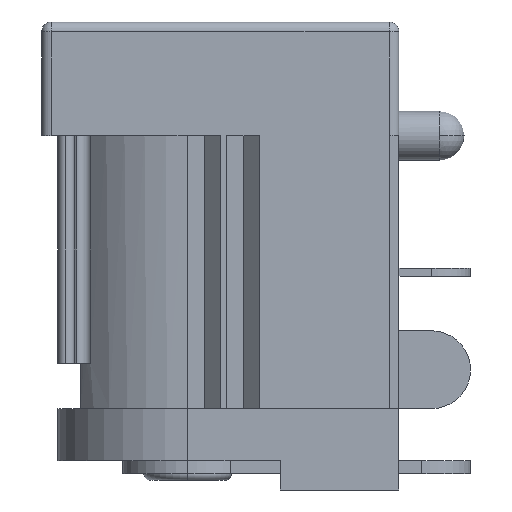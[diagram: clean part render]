
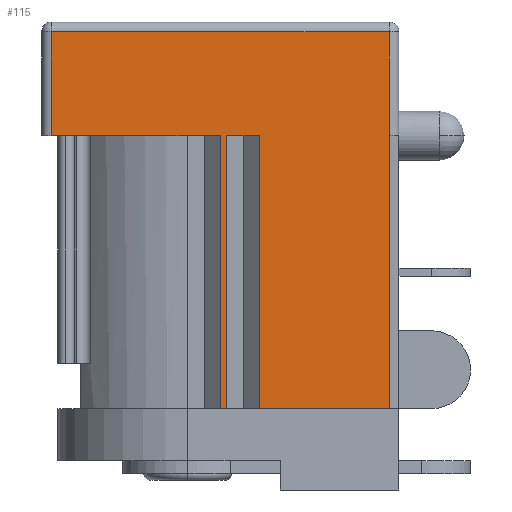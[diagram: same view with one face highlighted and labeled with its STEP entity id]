
A CAD part, left-side view. The second image highlights one B-rep face of the part: STEP entity #115.
In plain terms, the highlighted planar face has unit normal (-1, 0, 0).
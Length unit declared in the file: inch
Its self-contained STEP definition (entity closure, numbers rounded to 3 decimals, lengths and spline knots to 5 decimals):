
#41 = LINE ( 'NONE', #1393, #2086 ) ;
#53 = EDGE_CURVE ( 'NONE', #2845, #1126, #3659, .T. ) ;
#115 = ADVANCED_FACE ( 'NONE', ( #4333 ), #196, .T. ) ;
#149 = ORIENTED_EDGE ( 'NONE', *, *, #4158, .T. ) ;
#155 = CARTESIAN_POINT ( 'NONE',  ( -0.17717, 0.16929, -0.1378 ) ) ;
#171 = DIRECTION ( 'NONE',  ( 0., -1., 0. ) ) ;
#196 = PLANE ( 'NONE',  #1049 ) ;
#223 = VECTOR ( 'NONE', #533, 39.37008 ) ;
#246 = CARTESIAN_POINT ( 'NONE',  ( -0.17717, 0.42126, -0.4685 ) ) ;
#332 = EDGE_CURVE ( 'NONE', #3601, #1946, #3823, .T. ) ;
#422 = CARTESIAN_POINT ( 'NONE',  ( -0.17717, 0.20866, -0.4685 ) ) ;
#491 = VERTEX_POINT ( 'NONE', #2618 ) ;
#533 = DIRECTION ( 'NONE',  ( 0., 1., 0. ) ) ;
#737 = CARTESIAN_POINT ( 'NONE',  ( -0.17717, 0.01181, -0.01181 ) ) ;
#847 = ORIENTED_EDGE ( 'NONE', *, *, #1897, .F. ) ;
#885 = DIRECTION ( 'NONE',  ( 0., 0., -1. ) ) ;
#911 = CARTESIAN_POINT ( 'NONE',  ( -0.17717, 0.01181, -0.4685 ) ) ;
#916 = VERTEX_POINT ( 'NONE', #3989 ) ;
#953 = CARTESIAN_POINT ( 'NONE',  ( -0.17717, 0.20866, -0.1378 ) ) ;
#1049 = AXIS2_PLACEMENT_3D ( 'NONE', #1937, #1546, #2915 ) ;
#1084 = CARTESIAN_POINT ( 'NONE',  ( -0.17717, 0.21654, -0.1378 ) ) ;
#1119 = LINE ( 'NONE', #2523, #4343 ) ;
#1124 = CARTESIAN_POINT ( 'NONE',  ( -0.17717, 0.01181, -0.4685 ) ) ;
#1126 = VERTEX_POINT ( 'NONE', #422 ) ;
#1339 = ORIENTED_EDGE ( 'NONE', *, *, #1465, .T. ) ;
#1393 = CARTESIAN_POINT ( 'NONE',  ( -0.17717, 0.16929, -0.1378 ) ) ;
#1465 = EDGE_CURVE ( 'NONE', #4324, #1126, #3871, .T. ) ;
#1467 = CARTESIAN_POINT ( 'NONE',  ( -0.17717, 0.01181, -0.1378 ) ) ;
#1473 = CARTESIAN_POINT ( 'NONE',  ( -0.17717, 0.01181, -0.4685 ) ) ;
#1517 = EDGE_LOOP ( 'NONE', ( #4372, #149, #2170, #3363, #2446, #2094, #2524, #2896, #1339, #2162, #847 ) ) ;
#1536 = DIRECTION ( 'NONE',  ( 0., 1., 0. ) ) ;
#1546 = DIRECTION ( 'NONE',  ( -1., 0., 0. ) ) ;
#1599 = DIRECTION ( 'NONE',  ( 0., 0., 1. ) ) ;
#1845 = LINE ( 'NONE', #2203, #223 ) ;
#1851 = VECTOR ( 'NONE', #171, 39.37008 ) ;
#1854 = VECTOR ( 'NONE', #3908, 39.37008 ) ;
#1897 = EDGE_CURVE ( 'NONE', #2149, #2845, #1119, .T. ) ;
#1900 = CARTESIAN_POINT ( 'NONE',  ( -0.17717, 0.42126, -0.01181 ) ) ;
#1923 = LINE ( 'NONE', #1900, #3151 ) ;
#1937 = CARTESIAN_POINT ( 'NONE',  ( -0.17717, 0.01181, -0.4685 ) ) ;
#1946 = VERTEX_POINT ( 'NONE', #1467 ) ;
#2086 = VECTOR ( 'NONE', #2754, 39.37008 ) ;
#2094 = ORIENTED_EDGE ( 'NONE', *, *, #3382, .F. ) ;
#2111 = DIRECTION ( 'NONE',  ( 0., 0., 1. ) ) ;
#2149 = VERTEX_POINT ( 'NONE', #155 ) ;
#2162 = ORIENTED_EDGE ( 'NONE', *, *, #53, .F. ) ;
#2170 = ORIENTED_EDGE ( 'NONE', *, *, #332, .T. ) ;
#2203 = CARTESIAN_POINT ( 'NONE',  ( -0.17717, 0.21654, -0.1378 ) ) ;
#2270 = DIRECTION ( 'NONE',  ( 0., 0., 1. ) ) ;
#2446 = ORIENTED_EDGE ( 'NONE', *, *, #4244, .T. ) ;
#2472 = VECTOR ( 'NONE', #885, 39.37008 ) ;
#2504 = DIRECTION ( 'NONE',  ( 0., -1., 0. ) ) ;
#2523 = CARTESIAN_POINT ( 'NONE',  ( -0.17717, 0.20866, -0.1378 ) ) ;
#2524 = ORIENTED_EDGE ( 'NONE', *, *, #3253, .F. ) ;
#2618 = CARTESIAN_POINT ( 'NONE',  ( -0.17717, 0.42126, -0.1378 ) ) ;
#2717 = VECTOR ( 'NONE', #2270, 39.37008 ) ;
#2754 = DIRECTION ( 'NONE',  ( 0., 0., -1. ) ) ;
#2766 = EDGE_CURVE ( 'NONE', #2149, #4288, #41, .T. ) ;
#2805 = VERTEX_POINT ( 'NONE', #1084 ) ;
#2845 = VERTEX_POINT ( 'NONE', #3842 ) ;
#2848 = CARTESIAN_POINT ( 'NONE',  ( -0.17717, 0.01181, -0.4685 ) ) ;
#2895 = LINE ( 'NONE', #2848, #2717 ) ;
#2896 = ORIENTED_EDGE ( 'NONE', *, *, #2946, .T. ) ;
#2915 = DIRECTION ( 'NONE',  ( 0., -1., 0. ) ) ;
#2946 = EDGE_CURVE ( 'NONE', #2805, #4324, #4289, .T. ) ;
#3129 = DIRECTION ( 'NONE',  ( 0., 1., 0. ) ) ;
#3151 = VECTOR ( 'NONE', #1536, 39.37008 ) ;
#3253 = EDGE_CURVE ( 'NONE', #2805, #491, #1845, .T. ) ;
#3304 = LINE ( 'NONE', #246, #3428 ) ;
#3347 = VECTOR ( 'NONE', #2111, 39.37008 ) ;
#3363 = ORIENTED_EDGE ( 'NONE', *, *, #3947, .T. ) ;
#3382 = EDGE_CURVE ( 'NONE', #491, #916, #3304, .T. ) ;
#3392 = CARTESIAN_POINT ( 'NONE',  ( -0.17717, 0.21654, -0.4685 ) ) ;
#3428 = VECTOR ( 'NONE', #1599, 39.37008 ) ;
#3546 = CARTESIAN_POINT ( 'NONE',  ( -0.17717, 0.01181, -0.4685 ) ) ;
#3601 = VERTEX_POINT ( 'NONE', #911 ) ;
#3659 = LINE ( 'NONE', #953, #2472 ) ;
#3823 = LINE ( 'NONE', #1124, #3347 ) ;
#3829 = VERTEX_POINT ( 'NONE', #737 ) ;
#3842 = CARTESIAN_POINT ( 'NONE',  ( -0.17717, 0.20866, -0.1378 ) ) ;
#3865 = LINE ( 'NONE', #3546, #4143 ) ;
#3871 = LINE ( 'NONE', #1473, #1851 ) ;
#3908 = DIRECTION ( 'NONE',  ( 0., 0., -1. ) ) ;
#3934 = CARTESIAN_POINT ( 'NONE',  ( -0.17717, 0.21654, -0.1378 ) ) ;
#3947 = EDGE_CURVE ( 'NONE', #1946, #3829, #2895, .T. ) ;
#3989 = CARTESIAN_POINT ( 'NONE',  ( -0.17717, 0.42126, -0.01181 ) ) ;
#3991 = CARTESIAN_POINT ( 'NONE',  ( -0.17717, 0.16929, -0.4685 ) ) ;
#4143 = VECTOR ( 'NONE', #2504, 39.37008 ) ;
#4158 = EDGE_CURVE ( 'NONE', #4288, #3601, #3865, .T. ) ;
#4244 = EDGE_CURVE ( 'NONE', #3829, #916, #1923, .T. ) ;
#4288 = VERTEX_POINT ( 'NONE', #3991 ) ;
#4289 = LINE ( 'NONE', #3934, #1854 ) ;
#4324 = VERTEX_POINT ( 'NONE', #3392 ) ;
#4333 = FACE_OUTER_BOUND ( 'NONE', #1517, .T. ) ;
#4343 = VECTOR ( 'NONE', #3129, 39.37008 ) ;
#4372 = ORIENTED_EDGE ( 'NONE', *, *, #2766, .T. ) ;
